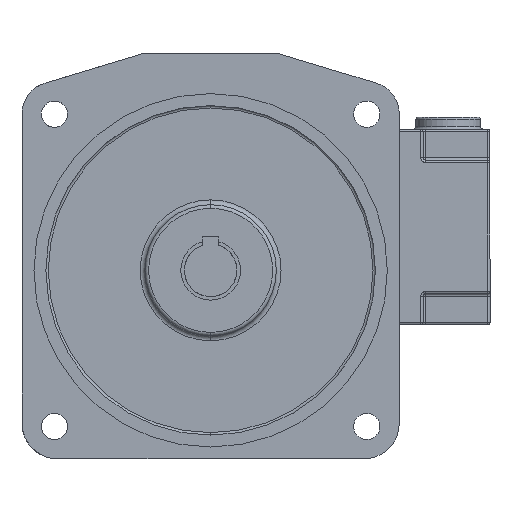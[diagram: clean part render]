
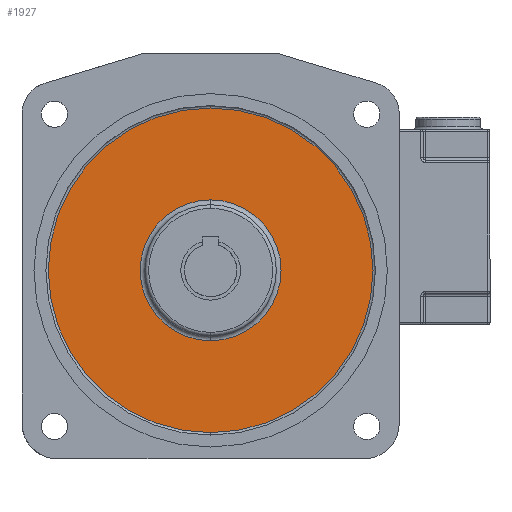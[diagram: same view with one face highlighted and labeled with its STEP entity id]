
A CAD part, front view. The second image highlights one B-rep face of the part: STEP entity #1927.
In plain terms, the highlighted planar face has unit normal (0, -1, 0).
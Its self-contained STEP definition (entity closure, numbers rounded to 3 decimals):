
#255 = EDGE_CURVE ( 'NONE', #24835, #5437, #22301, .T. ) ;
#566 = CARTESIAN_POINT ( 'NONE',  ( 0., 2., -86.17 ) ) ;
#664 = DIRECTION ( 'NONE',  ( 0., -1., 0. ) ) ;
#1927 = ADVANCED_FACE ( 'NONE', ( #18322, #32529 ), #18091, .T. ) ;
#2132 = DIRECTION ( 'NONE',  ( 0., 1., 0. ) ) ;
#2510 = CARTESIAN_POINT ( 'NONE',  ( 0., 2., -47.67 ) ) ;
#5437 = VERTEX_POINT ( 'NONE', #13059 ) ;
#7151 = CARTESIAN_POINT ( 'NONE',  ( 0., 2., -18.17 ) ) ;
#9953 = CIRCLE ( 'NONE', #35967, 29.5 ) ;
#13059 = CARTESIAN_POINT ( 'NONE',  ( 0., 2., 11.33 ) ) ;
#13852 = CARTESIAN_POINT ( 'NONE',  ( 0., 2., 49.83 ) ) ;
#15082 = DIRECTION ( 'NONE',  ( 0., 0., 1. ) ) ;
#16582 = ORIENTED_EDGE ( 'NONE', *, *, #27347, .F. ) ;
#16989 = AXIS2_PLACEMENT_3D ( 'NONE', #30278, #2132, #33772 ) ;
#17678 = AXIS2_PLACEMENT_3D ( 'NONE', #7151, #45795, #28320 ) ;
#18091 = PLANE ( 'NONE',  #35192 ) ;
#18322 = FACE_OUTER_BOUND ( 'NONE', #23960, .T. ) ;
#18469 = DIRECTION ( 'NONE',  ( 0., 0., -1. ) ) ;
#20709 = CIRCLE ( 'NONE', #16989, 68. ) ;
#20920 = EDGE_CURVE ( 'NONE', #5437, #24835, #9953, .T. ) ;
#22301 = CIRCLE ( 'NONE', #25301, 29.5 ) ;
#23943 = EDGE_LOOP ( 'NONE', ( #34225, #33874 ) ) ;
#23960 = EDGE_LOOP ( 'NONE', ( #31711, #16582 ) ) ;
#24215 = VERTEX_POINT ( 'NONE', #566 ) ;
#24835 = VERTEX_POINT ( 'NONE', #2510 ) ;
#25301 = AXIS2_PLACEMENT_3D ( 'NONE', #31761, #25457, #18469 ) ;
#25457 = DIRECTION ( 'NONE',  ( 0., -1., 0. ) ) ;
#26264 = EDGE_CURVE ( 'NONE', #24215, #26678, #37764, .T. ) ;
#26678 = VERTEX_POINT ( 'NONE', #13852 ) ;
#27347 = EDGE_CURVE ( 'NONE', #26678, #24215, #20709, .T. ) ;
#28320 = DIRECTION ( 'NONE',  ( 0., 0., -1. ) ) ;
#29024 = CARTESIAN_POINT ( 'NONE',  ( 0., 2., 0. ) ) ;
#30278 = CARTESIAN_POINT ( 'NONE',  ( 0., 2., -18.17 ) ) ;
#31711 = ORIENTED_EDGE ( 'NONE', *, *, #26264, .F. ) ;
#31761 = CARTESIAN_POINT ( 'NONE',  ( 0., 2., -18.17 ) ) ;
#32295 = DIRECTION ( 'NONE',  ( 0., -1., 0. ) ) ;
#32529 = FACE_BOUND ( 'NONE', #23943, .T. ) ;
#33239 = CARTESIAN_POINT ( 'NONE',  ( 0., 2., -18.17 ) ) ;
#33772 = DIRECTION ( 'NONE',  ( 0., 0., 1. ) ) ;
#33874 = ORIENTED_EDGE ( 'NONE', *, *, #20920, .F. ) ;
#34225 = ORIENTED_EDGE ( 'NONE', *, *, #255, .F. ) ;
#35192 = AXIS2_PLACEMENT_3D ( 'NONE', #29024, #32295, #39972 ) ;
#35967 = AXIS2_PLACEMENT_3D ( 'NONE', #33239, #664, #15082 ) ;
#37764 = CIRCLE ( 'NONE', #17678, 68. ) ;
#39972 = DIRECTION ( 'NONE',  ( 0., 0., -1. ) ) ;
#45795 = DIRECTION ( 'NONE',  ( 0., 1., 0. ) ) ;
